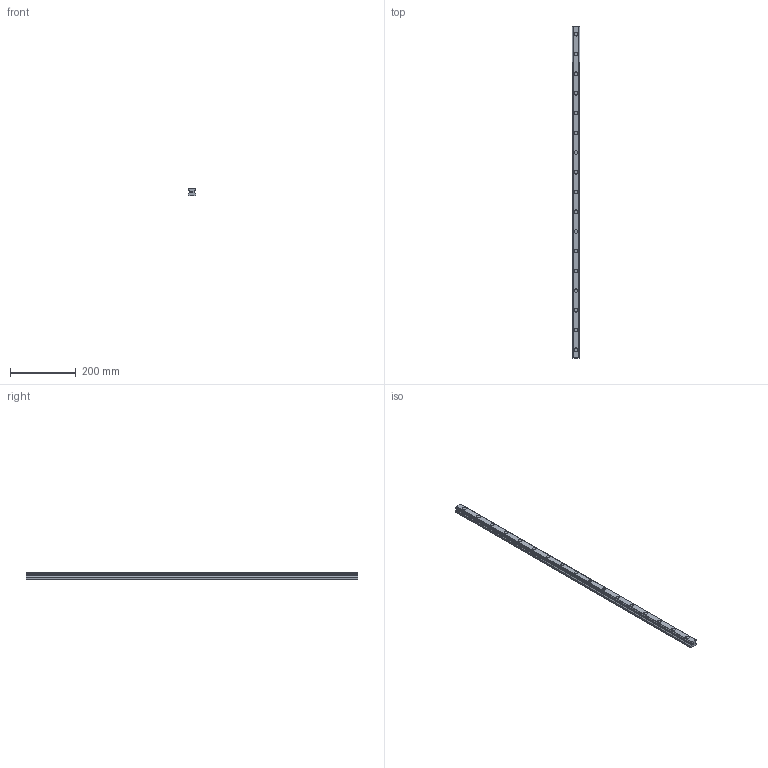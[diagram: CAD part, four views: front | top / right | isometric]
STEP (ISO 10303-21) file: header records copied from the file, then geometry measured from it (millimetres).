
FILE_DESCRIPTION(('STEP AP214'),'1');
FILE_NAME('cctmp_2EE935A1-0D05-4902-A74A-CFD0BF68275D_2020_6_9_10_51_11_557..stp','2020-06-09T08:51:11',('HIWIN GmbH'),('CADClick - www.CADClick.com'),'Spatial InterOp 3D',' ','unknown authorization');
FILE_SCHEMA(('AUTOMOTIVE_DESIGN'));
Length unit declared in the file: millimetre
Products named in the file (1): HGR25R1010H_FILE
Bounding box: 23 x 1010 x 22 mm (x, y, z)
Volume: 419683.7 mm3; surface area: 104439.6 mm2
Topology: 1 solids, 1 shells, 315 faces, 825 edges, 550 vertices
Faces by surface type: plane 191, cylinder 124
Entity records: 12407 total; most frequent: DIRECTION 1841, CARTESIAN_POINT 1691, ORIENTED_EDGE 1650, EDGE_CURVE 825, AXIS2_PLACEMENT_3D 700, VERTEX_POINT 550, LINE 441, VECTOR 441
